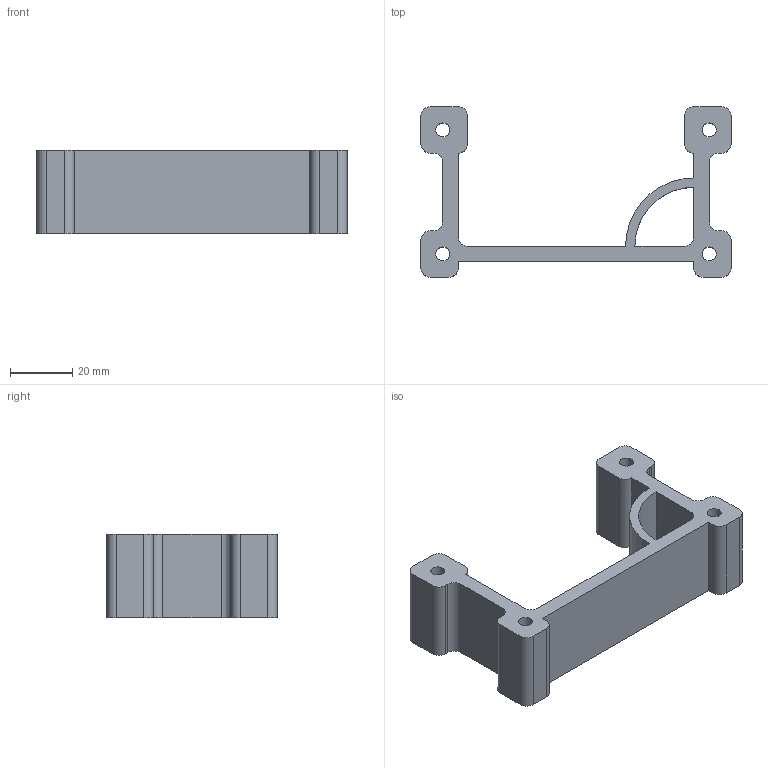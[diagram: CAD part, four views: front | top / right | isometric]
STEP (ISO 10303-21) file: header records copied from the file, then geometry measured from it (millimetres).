
FILE_DESCRIPTION(('FreeCAD Model'),'2;1');
FILE_NAME('x_tower_right.step','2015-03-07T19:17:15',('Author'),(''), 'Open CASCADE STEP processor 6.7','FreeCAD','Unknown');
FILE_SCHEMA(('AUTOMOTIVE_DESIGN_CC2 { 1 2 10303 214 -1 1 5 4 }'));
Length unit declared in the file: millimetre
Products named in the file (1): x_tower_right001
Bounding box: 100 x 55 x 27 mm (x, y, z)
Volume: 39353.5 mm3; surface area: 17473.4 mm2
Topology: 1 solids, 1 shells, 52 faces, 154 edges, 104 vertices
Faces by surface type: cylinder 26, plane 26
Full cylindrical faces by diameter (mm): 4.5 x4
Entity records: 3883 total; most frequent: CARTESIAN_POINT 775, DIRECTION 594, LINE 358, VECTOR 358, ORIENTED_EDGE 308, PCURVE 308, DEFINITIONAL_REPRESENTATION 308, EDGE_CURVE 154
